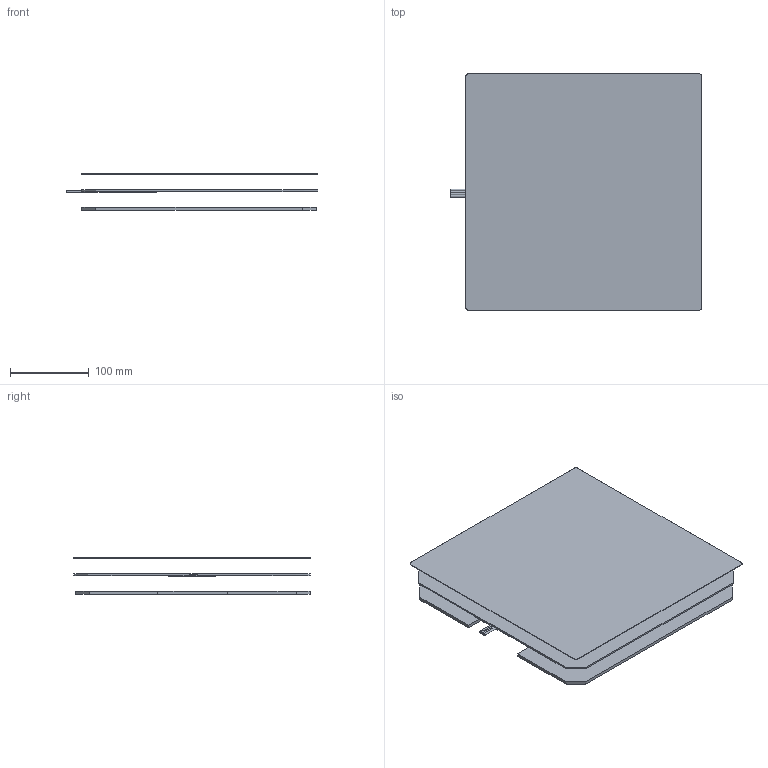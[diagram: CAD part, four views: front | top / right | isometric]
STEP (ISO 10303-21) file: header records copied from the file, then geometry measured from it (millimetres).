
FILE_DESCRIPTION(('FreeCAD Model'),'2;1');
FILE_NAME('exploded.step', '2017-11-03T14:44:19',('Author'),(''), 'Open CASCADE STEP processor 6.9','FreeCAD','Unknown');
FILE_SCHEMA(('AUTOMOTIVE_DESIGN { 1 0 10303 214 1 1 1 1 }'));
Length unit declared in the file: millimetre
Products named in the file (3): heatpad_01; PP_FP0090_300mm_bed_spring_plate_step1_01; TAZ_felt_step1_01
Bounding box: 320 x 300 x 46.81 mm (x, y, z)
Volume: 571751.6 mm3; surface area: 525296 mm2
Topology: 3 solids, 3 shells, 53 faces, 129 edges, 82 vertices
Faces by surface type: plane 45, cylinder 8
Full cylindrical faces by diameter (mm): 2 x2, 2.6 x2
Entity records: 3273 total; most frequent: CARTESIAN_POINT 535, DIRECTION 519, LINE 335, VECTOR 335, ORIENTED_EDGE 258, PCURVE 258, DEFINITIONAL_REPRESENTATION 258, EDGE_CURVE 129
